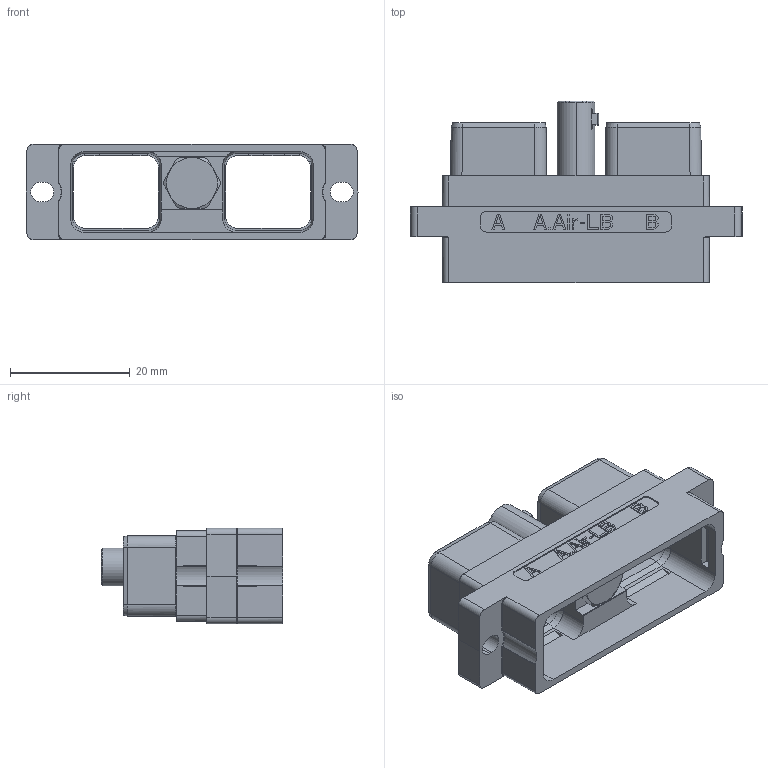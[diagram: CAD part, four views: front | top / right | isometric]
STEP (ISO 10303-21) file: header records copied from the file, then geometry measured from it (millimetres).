
FILE_DESCRIPTION((''),'2;1');
FILE_NAME('SIM2B41VA','2019-09-12T',('presta_be4'),(''),'PRO/ENGINEER BY PARAMETRIC TECHNOLOGY CORPORATION, 2014310','PRO/ENGINEER BY PARAMETRIC TECHNOLOGY CORPORATION, 2014310','');
FILE_SCHEMA(('CONFIG_CONTROL_DESIGN'));
Length unit declared in the file: millimetre
Products named in the file (1): SIM2B41VA
Bounding box: 55.41 x 30.35 x 15.93 mm (x, y, z)
Volume: 6093.9 mm3; surface area: 8380.5 mm2
Topology: 2 solids, 2 shells, 763 faces, 2027 edges, 1300 vertices
Faces by surface type: plane 540, cylinder 125, bspline 44, cone 38, torus 16
Entity records: 30011 total; most frequent: CARTESIAN_POINT 11452, ORIENTED_EDGE 4042, DIRECTION 3485, EDGE_CURVE 2021, VECTOR 1551, LINE 1551, VERTEX_POINT 1300, AXIS2_PLACEMENT_3D 967
